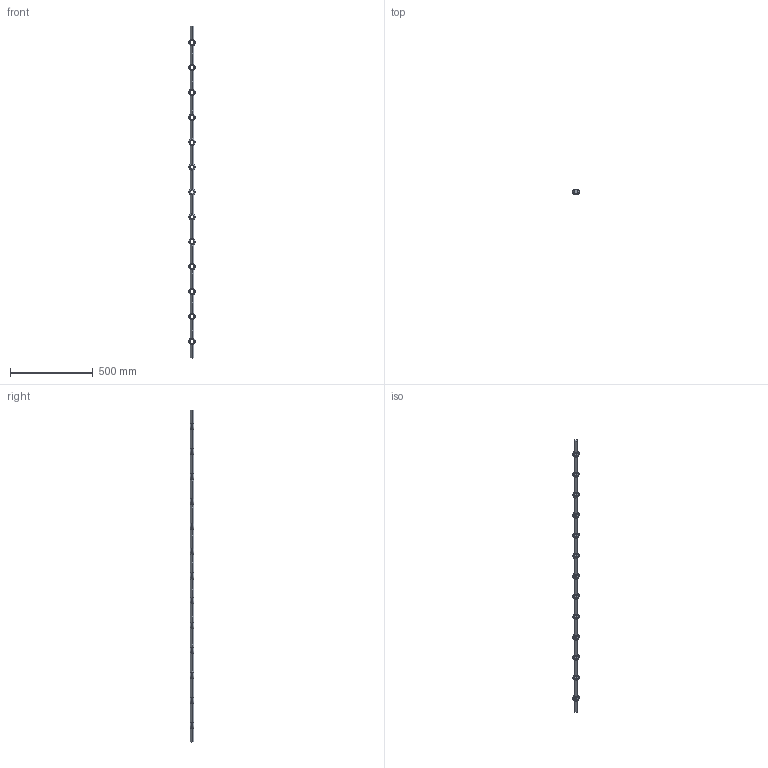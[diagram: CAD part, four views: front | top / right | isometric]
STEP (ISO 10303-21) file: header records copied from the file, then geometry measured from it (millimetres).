
FILE_DESCRIPTION (( 'STEP AP203' ), '1' );
FILE_NAME ('42-16.step', '2022-05-03T07:40:01', ( '' ), ( '' ), 'SwSTEP 2.0', 'SolidWorks 2018', '' );
FILE_SCHEMA (( 'CONFIG_CONTROL_DESIGN' ));
Length unit declared in the file: millimetre
Products named in the file (1): 42-16
Bounding box: 37.9 x 22.63 x 2000 mm (x, y, z)
Volume: 626513.6 mm3; surface area: 161250 mm2
Topology: 1 solids, 1 shells, 424 faces, 1105 edges, 702 vertices
Faces by surface type: plane 263, bspline 83, torus 52, cylinder 26
Entity records: 18696 total; most frequent: CARTESIAN_POINT 9219, ORIENTED_EDGE 2210, DIRECTION 1519, EDGE_CURVE 1105, VERTEX_POINT 702, LINE 627, VECTOR 627, EDGE_LOOP 469
